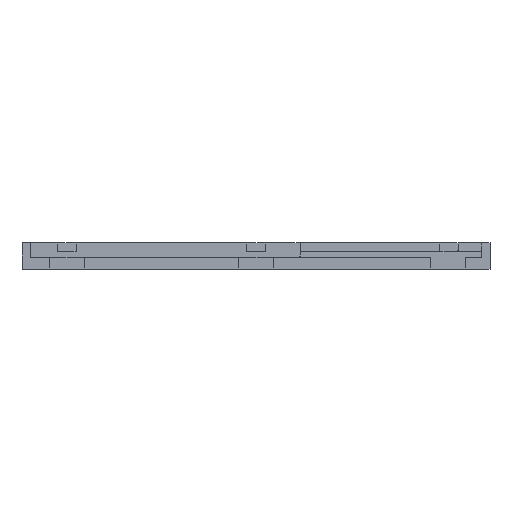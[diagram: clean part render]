
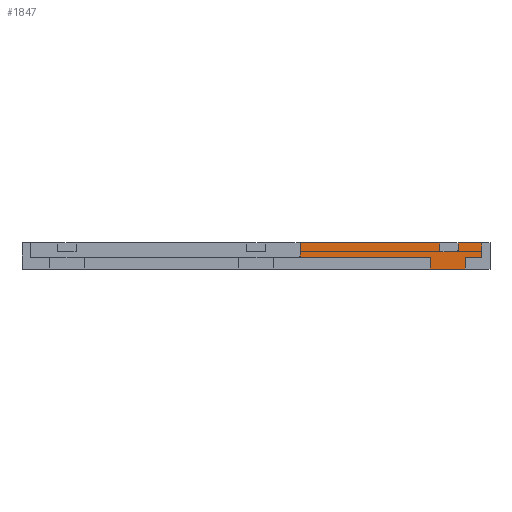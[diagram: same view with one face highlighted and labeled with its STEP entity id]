
A CAD part, front view. The second image highlights one B-rep face of the part: STEP entity #1847.
In plain terms, the highlighted planar face has unit normal (0, -1, 0).
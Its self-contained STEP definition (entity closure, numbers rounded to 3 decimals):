
#327 = CARTESIAN_POINT ( 'NONE',  ( 29.5, -28.65, -1.3 ) ) ;
#329 = CARTESIAN_POINT ( 'NONE',  ( 29.7, -28.65, -1.5 ) ) ;
#332 = CARTESIAN_POINT ( 'NONE',  ( 32.6, -28.65, -1.3 ) ) ;
#333 = CARTESIAN_POINT ( 'NONE',  ( 32.4, -28.65, -1.5 ) ) ;
#337 = CARTESIAN_POINT ( 'NONE',  ( 36.6, -28.65, 0. ) ) ;
#340 = CARTESIAN_POINT ( 'NONE',  ( 36.6, -28.65, -2.4 ) ) ;
#342 = CARTESIAN_POINT ( 'NONE',  ( 33.8, -28.65, -2.4 ) ) ;
#346 = CARTESIAN_POINT ( 'NONE',  ( 33.8, -28.65, -4.4 ) ) ;
#348 = CARTESIAN_POINT ( 'NONE',  ( 27.9, -28.65, -4.4 ) ) ;
#349 = CARTESIAN_POINT ( 'NONE',  ( 27.9, -28.65, -2.4 ) ) ;
#406 = CARTESIAN_POINT ( 'NONE',  ( 32.6, -28.65, 0. ) ) ;
#408 = CARTESIAN_POINT ( 'NONE',  ( 29.5, -28.65, 0. ) ) ;
#416 = CARTESIAN_POINT ( 'NONE',  ( 5.75, -28.65, -2.4 ) ) ;
#417 = CARTESIAN_POINT ( 'NONE',  ( 5.95, -28.65, -2.2 ) ) ;
#419 = CARTESIAN_POINT ( 'NONE',  ( 5.95, -28.65, 0. ) ) ;
#672 = CARTESIAN_POINT ( 'NONE',  ( 27.9, -28.65, -1.3 ) ) ;
#677 = DIRECTION ( 'NONE',  ( 0., 0., -1. ) ) ;
#679 = CARTESIAN_POINT ( 'NONE',  ( 29.7, -28.65, -1.3 ) ) ;
#681 = CARTESIAN_POINT ( 'NONE',  ( 32.4, -28.65, -1.3 ) ) ;
#683 = CARTESIAN_POINT ( 'NONE',  ( 33.8, -28.65, -1.3 ) ) ;
#684 = DIRECTION ( 'NONE',  ( 0., 0., 1. ) ) ;
#686 = DIRECTION ( 'NONE',  ( 0., 1., 0. ) ) ;
#687 = DIRECTION ( 'NONE',  ( -1., 0., 0. ) ) ;
#688 = CARTESIAN_POINT ( 'NONE',  ( -34.75, -28.65, -2.4 ) ) ;
#689 = DIRECTION ( 'NONE',  ( 1., 0., 0. ) ) ;
#696 = DIRECTION ( 'NONE',  ( 0., 1., 0. ) ) ;
#697 = DIRECTION ( 'NONE',  ( -1., 0., 0. ) ) ;
#700 = CARTESIAN_POINT ( 'NONE',  ( 36.6, -28.65, -1.3 ) ) ;
#703 = DIRECTION ( 'NONE',  ( 0., 0., 1. ) ) ;
#745 = CARTESIAN_POINT ( 'NONE',  ( -34.75, -28.65, -1.5 ) ) ;
#746 = DIRECTION ( 'NONE',  ( -1., 0., 0. ) ) ;
#1157 = CARTESIAN_POINT ( 'NONE',  ( 47., -28.65, 0. ) ) ;
#1167 = DIRECTION ( 'NONE',  ( 1., 0., 0. ) ) ;
#1172 = CARTESIAN_POINT ( 'NONE',  ( 29.5, -28.65, -1.3 ) ) ;
#1173 = DIRECTION ( 'NONE',  ( 0., 0., 1. ) ) ;
#1174 = CARTESIAN_POINT ( 'NONE',  ( 32.6, -28.65, -1.3 ) ) ;
#1175 = DIRECTION ( 'NONE',  ( 0., 0., -1. ) ) ;
#1178 = CARTESIAN_POINT ( 'NONE',  ( 47., -28.65, 0. ) ) ;
#1179 = DIRECTION ( 'NONE',  ( 1., 0., 0. ) ) ;
#1211 = CARTESIAN_POINT ( 'NONE',  ( 5.75, -28.65, -2.2 ) ) ;
#1212 = DIRECTION ( 'NONE',  ( 0., 1., 0. ) ) ;
#1213 = DIRECTION ( 'NONE',  ( 1., 0., 0. ) ) ;
#1214 = CARTESIAN_POINT ( 'NONE',  ( 5.95, -28.65, -1.3 ) ) ;
#1215 = DIRECTION ( 'NONE',  ( 0., 0., -1. ) ) ;
#1233 = CARTESIAN_POINT ( 'NONE',  ( -34.75, -28.65, -2.4 ) ) ;
#1234 = DIRECTION ( 'NONE',  ( 1., 0., 0. ) ) ;
#1277 = LINE ( 'NONE', #1157, #1292 ) ;
#1279 = VECTOR ( 'NONE', #1179, 1000. ) ;
#1285 = LINE ( 'NONE', #1178, #1279 ) ;
#1292 = VECTOR ( 'NONE', #1167, 1000. ) ;
#1298 = LINE ( 'NONE', #1172, #1299 ) ;
#1299 = VECTOR ( 'NONE', #1173, 1000. ) ;
#1300 = LINE ( 'NONE', #1174, #1301 ) ;
#1301 = VECTOR ( 'NONE', #1175, 1000. ) ;
#1317 = VECTOR ( 'NONE', #1215, 1000. ) ;
#1323 = LINE ( 'NONE', #1214, #1317 ) ;
#1332 = CIRCLE ( 'NONE', #5405, 0.2 ) ;
#1349 = LINE ( 'NONE', #1233, #1350 ) ;
#1350 = VECTOR ( 'NONE', #1234, 1000. ) ;
#1411 = LINE ( 'NONE', #1607, #1412 ) ;
#1412 = VECTOR ( 'NONE', #1608, 1000. ) ;
#1607 = CARTESIAN_POINT ( 'NONE',  ( -34.75, -28.65, -4.4 ) ) ;
#1608 = DIRECTION ( 'NONE',  ( 1., 0., 0. ) ) ;
#1847 = ADVANCED_FACE ( 'NONE', ( #4677 ), #3553, .T. ) ;
#2269 = ORIENTED_EDGE ( 'NONE', *, *, #6903, .T. ) ;
#2270 = ORIENTED_EDGE ( 'NONE', *, *, #7147, .T. ) ;
#2271 = ORIENTED_EDGE ( 'NONE', *, *, #7144, .F. ) ;
#2272 = ORIENTED_EDGE ( 'NONE', *, *, #7166, .T. ) ;
#2273 = ORIENTED_EDGE ( 'NONE', *, *, #7165, .T. ) ;
#2274 = ORIENTED_EDGE ( 'NONE', *, *, #7175, .T. ) ;
#2275 = ORIENTED_EDGE ( 'NONE', *, *, #6894, .T. ) ;
#2276 = ORIENTED_EDGE ( 'NONE', *, *, #7209, .T. ) ;
#2277 = ORIENTED_EDGE ( 'NONE', *, *, #6897, .T. ) ;
#2278 = ORIENTED_EDGE ( 'NONE', *, *, #6899, .T. ) ;
#2279 = ORIENTED_EDGE ( 'NONE', *, *, #6906, .T. ) ;
#2280 = ORIENTED_EDGE ( 'NONE', *, *, #7150, .F. ) ;
#2281 = ORIENTED_EDGE ( 'NONE', *, *, #7148, .T. ) ;
#2282 = ORIENTED_EDGE ( 'NONE', *, *, #6898, .T. ) ;
#2283 = ORIENTED_EDGE ( 'NONE', *, *, #6927, .T. ) ;
#2961 = EDGE_LOOP ( 'NONE', ( #2269, #2270, #2271, #2272, #2273, #2274, #2275, #2276, #2277, #2278, #2279, #2280, #2281, #2282, #2283 ) ) ;
#3545 = CARTESIAN_POINT ( 'NONE',  ( -34.75, -28.65, -1.3 ) ) ;
#3553 = PLANE ( 'NONE',  #6426 ) ;
#3565 = DIRECTION ( 'NONE',  ( 0., -1., 0. ) ) ;
#3566 = DIRECTION ( 'NONE',  ( 1., 0., 0. ) ) ;
#4677 = FACE_OUTER_BOUND ( 'NONE', #2961, .T. ) ;
#5394 = AXIS2_PLACEMENT_3D ( 'NONE', #681, #686, #687 ) ;
#5397 = AXIS2_PLACEMENT_3D ( 'NONE', #679, #696, #697 ) ;
#5405 = AXIS2_PLACEMENT_3D ( 'NONE', #1211, #1212, #1213 ) ;
#5846 = LINE ( 'NONE', #672, #5857 ) ;
#5857 = VECTOR ( 'NONE', #677, 1000. ) ;
#5858 = VECTOR ( 'NONE', #689, 1000. ) ;
#5860 = LINE ( 'NONE', #688, #5858 ) ;
#5863 = LINE ( 'NONE', #683, #5864 ) ;
#5864 = VECTOR ( 'NONE', #684, 1000. ) ;
#5865 = LINE ( 'NONE', #700, #5878 ) ;
#5867 = CIRCLE ( 'NONE', #5394, 0.2 ) ;
#5876 = CIRCLE ( 'NONE', #5397, 0.2 ) ;
#5878 = VECTOR ( 'NONE', #703, 1000. ) ;
#5919 = LINE ( 'NONE', #745, #5920 ) ;
#5920 = VECTOR ( 'NONE', #746, 1000. ) ;
#6426 = AXIS2_PLACEMENT_3D ( 'NONE', #3545, #3565, #3566 ) ;
#6469 = VERTEX_POINT ( 'NONE', #327 ) ;
#6471 = VERTEX_POINT ( 'NONE', #329 ) ;
#6474 = VERTEX_POINT ( 'NONE', #332 ) ;
#6475 = VERTEX_POINT ( 'NONE', #333 ) ;
#6479 = VERTEX_POINT ( 'NONE', #337 ) ;
#6482 = VERTEX_POINT ( 'NONE', #340 ) ;
#6484 = VERTEX_POINT ( 'NONE', #342 ) ;
#6488 = VERTEX_POINT ( 'NONE', #346 ) ;
#6490 = VERTEX_POINT ( 'NONE', #348 ) ;
#6491 = VERTEX_POINT ( 'NONE', #349 ) ;
#6548 = VERTEX_POINT ( 'NONE', #406 ) ;
#6550 = VERTEX_POINT ( 'NONE', #408 ) ;
#6558 = VERTEX_POINT ( 'NONE', #416 ) ;
#6559 = VERTEX_POINT ( 'NONE', #417 ) ;
#6561 = VERTEX_POINT ( 'NONE', #419 ) ;
#6894 = EDGE_CURVE ( 'NONE', #6491, #6490, #5846, .T. ) ;
#6897 = EDGE_CURVE ( 'NONE', #6488, #6484, #5863, .T. ) ;
#6898 = EDGE_CURVE ( 'NONE', #6474, #6475, #5867, .T. ) ;
#6899 = EDGE_CURVE ( 'NONE', #6484, #6482, #5860, .T. ) ;
#6903 = EDGE_CURVE ( 'NONE', #6471, #6469, #5876, .T. ) ;
#6906 = EDGE_CURVE ( 'NONE', #6482, #6479, #5865, .T. ) ;
#6927 = EDGE_CURVE ( 'NONE', #6475, #6471, #5919, .T. ) ;
#7144 = EDGE_CURVE ( 'NONE', #6561, #6550, #1277, .T. ) ;
#7147 = EDGE_CURVE ( 'NONE', #6469, #6550, #1298, .T. ) ;
#7148 = EDGE_CURVE ( 'NONE', #6548, #6474, #1300, .T. ) ;
#7150 = EDGE_CURVE ( 'NONE', #6548, #6479, #1285, .T. ) ;
#7165 = EDGE_CURVE ( 'NONE', #6559, #6558, #1332, .T. ) ;
#7166 = EDGE_CURVE ( 'NONE', #6561, #6559, #1323, .T. ) ;
#7175 = EDGE_CURVE ( 'NONE', #6558, #6491, #1349, .T. ) ;
#7209 = EDGE_CURVE ( 'NONE', #6490, #6488, #1411, .T. ) ;
